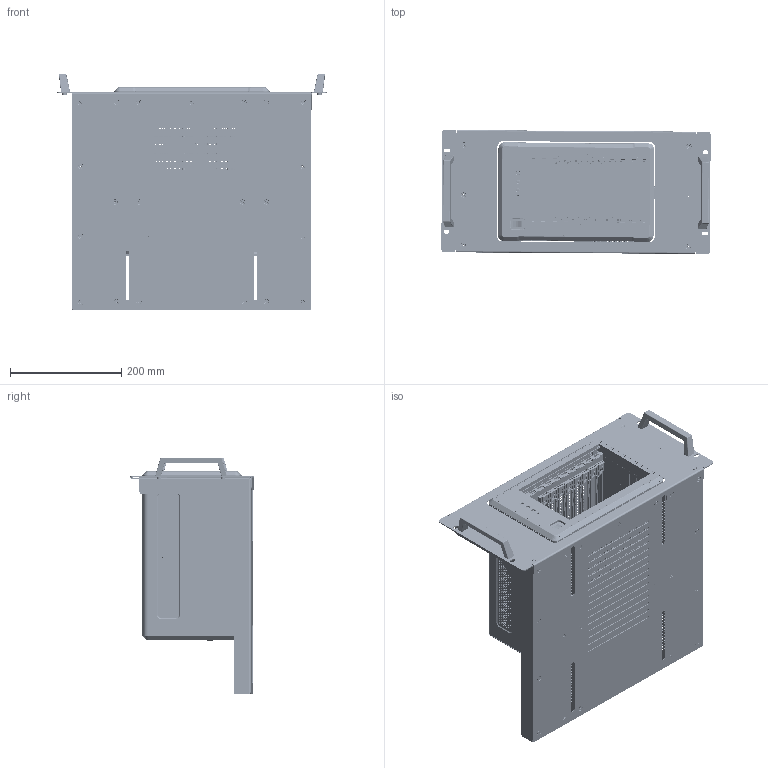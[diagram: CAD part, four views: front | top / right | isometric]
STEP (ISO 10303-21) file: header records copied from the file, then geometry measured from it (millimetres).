
FILE_DESCRIPTION (( 'STEP AP214' ), '1' );
FILE_NAME ('40-922-001 BASIC ASSY + RACK MOUNT-S22.STEP', '2013-10-08T09:18:31', ( 'admin' ), ( '' ), 'SwSTEP 2.0', 'SolidWorks 2012', '' );
FILE_SCHEMA (( 'AUTOMOTIVE_DESIGN' ));
Length unit declared in the file: millimetre
Products named in the file (1): 40-922-001 BASIC ASSY + RACK MOUNT-S22
Bounding box: 484.43 x 223.23 x 426 mm (x, y, z)
Surface area: 1739621.4 mm2 (no closed solid volume)
Topology: 0 solids, 234 shells, 4847 faces, 23777 edges, 18780 vertices
Faces by surface type: plane 2664, cylinder 1979, cone 130, bspline 46, torus 28
Full cylindrical faces by diameter (mm): 0.85 x1, 1.4 x1, 2.05 x49, 2.2 x512, 2.705 x2, 3 x445, 3.141 x1, 3.2 x16, 3.5 x134, 4 x149, 4.3 x1, 4.4 x4, 4.5 x161, 6.4 x3, 7 x1, 7.2 x3, 7.541 x13, 7.6 x2, 7.9 x1, 8 x4, 8.4 x26, 10 x4, 36 x1, 37.7 x2
Entity records: 301449 total; most frequent: CARTESIAN_POINT 51097, DIRECTION 39610, ORIENTED_EDGE 30674, EDGE_CURVE 22097, VERTEX_POINT 18725, EDGE_LOOP 13801, LINE 13210, VECTOR 13210
